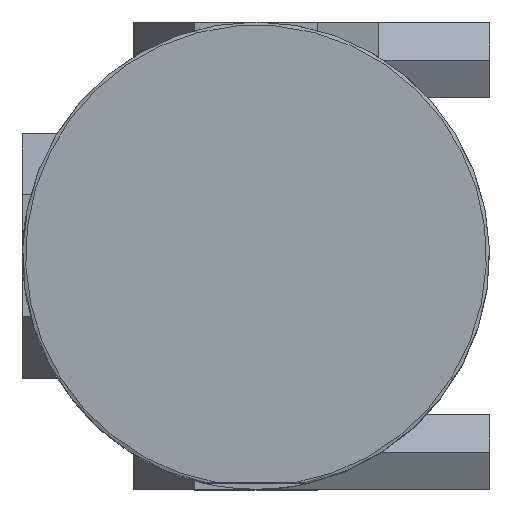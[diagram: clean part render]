
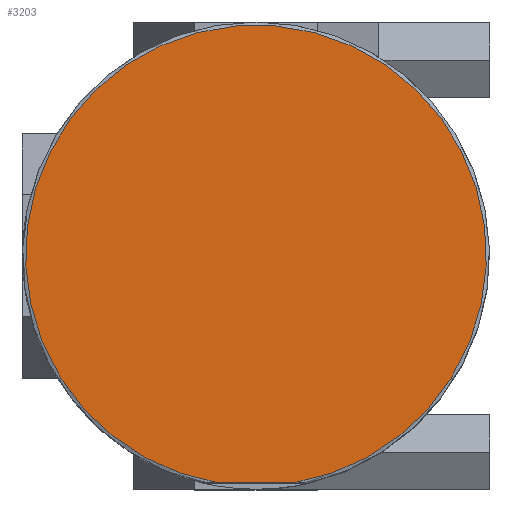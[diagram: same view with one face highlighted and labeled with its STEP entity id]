
A CAD part, top view. The second image highlights one B-rep face of the part: STEP entity #3203.
In plain terms, the highlighted planar face has unit normal (0, 0, 1).
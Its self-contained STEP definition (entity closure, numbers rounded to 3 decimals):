
#193=CARTESIAN_POINT('',(6.063,-36.5,82.));
#194=VERTEX_POINT('',#193);
#230=CARTESIAN_POINT('',(-6.063,-36.5,82.));
#231=VERTEX_POINT('',#230);
#232=CARTESIAN_POINT('',(-6.063,-36.5,82.));
#233=DIRECTION('',(1.0,0.0,0.0));
#234=VECTOR('',#233,12.126);
#235=LINE('',#232,#234);
#236=EDGE_CURVE('',#231,#194,#235,.T.);
#347=CARTESIAN_POINT('',(0.0,0.,82.));
#348=DIRECTION('',(0.0,0.0,1.0));
#349=DIRECTION('',(0.0,-1.0,0.0));
#350=AXIS2_PLACEMENT_3D('',#347,#348,#349);
#351=CIRCLE('',#350,37.);
#352=EDGE_CURVE('',#194,#231,#351,.T.);
#3194=CARTESIAN_POINT('',(0.0,-18.5,82.));
#3195=DIRECTION('',(0.0,0.0,1.0));
#3196=DIRECTION('',(1.0,0.0,0.0));
#3197=AXIS2_PLACEMENT_3D('',#3194,#3195,#3196);
#3198=PLANE('',#3197);
#3199=ORIENTED_EDGE('',*,*,#236,.T.);
#3200=ORIENTED_EDGE('',*,*,#352,.T.);
#3201=EDGE_LOOP('',(#3199,#3200));
#3202=FACE_OUTER_BOUND('',#3201,.T.);
#3203=ADVANCED_FACE('',(#3202),#3198,.T.);
